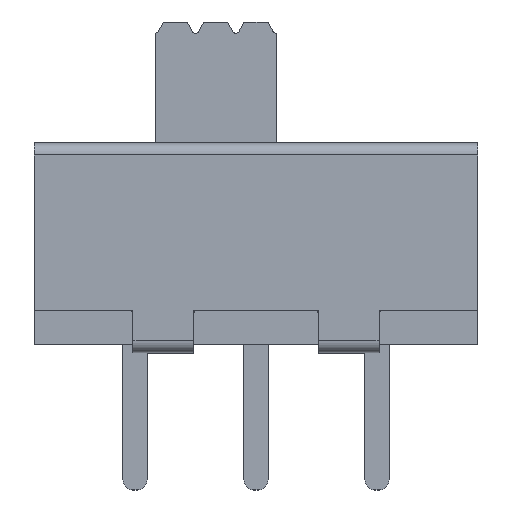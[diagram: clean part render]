
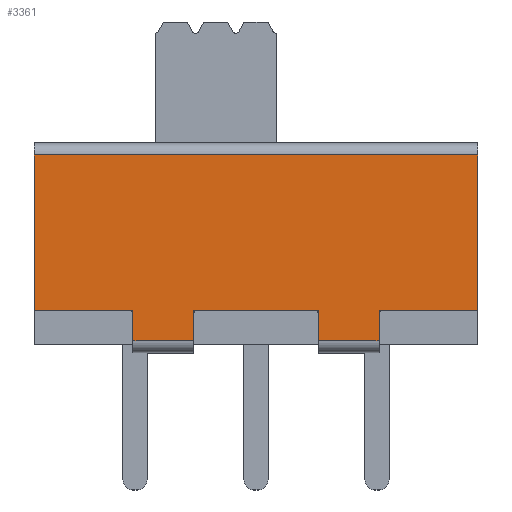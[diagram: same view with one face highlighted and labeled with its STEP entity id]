
A CAD part, top view. The second image highlights one B-rep face of the part: STEP entity #3361.
In plain terms, the highlighted face is planar.
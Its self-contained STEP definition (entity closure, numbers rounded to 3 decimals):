
#25 = EDGE_CURVE ( 'NONE', #2019, #2277, #9887, .T. ) ;
#57 = CARTESIAN_POINT ( 'NONE',  ( 3., -0.3, 5.5 ) ) ;
#109 = CARTESIAN_POINT ( 'NONE',  ( 3., -4.15, 5.5 ) ) ;
#246 = VERTEX_POINT ( 'NONE', #4742 ) ;
#461 = DIRECTION ( 'NONE',  ( 0., -1., 0. ) ) ;
#718 = CARTESIAN_POINT ( 'NONE',  ( 3., -4.15, 3.05 ) ) ;
#754 = ORIENTED_EDGE ( 'NONE', *, *, #4175, .F. ) ;
#883 = CARTESIAN_POINT ( 'NONE',  ( 3., -0.3, -5.5 ) ) ;
#945 = CARTESIAN_POINT ( 'NONE',  ( 3., -4.9, -1.55 ) ) ;
#1086 = CARTESIAN_POINT ( 'NONE',  ( 3., -0.3, -5.5 ) ) ;
#1125 = EDGE_CURVE ( 'NONE', #2747, #246, #6796, .T. ) ;
#1183 = LINE ( 'NONE', #8556, #3056 ) ;
#1291 = EDGE_CURVE ( 'NONE', #4489, #8886, #5454, .T. ) ;
#1355 = VECTOR ( 'NONE', #4764, 1000. ) ;
#1616 = CARTESIAN_POINT ( 'NONE',  ( 3., -4.9, 5.5 ) ) ;
#1731 = CARTESIAN_POINT ( 'NONE',  ( 3., -4.15, -5.5 ) ) ;
#1844 = LINE ( 'NONE', #3883, #9922 ) ;
#1964 = DIRECTION ( 'NONE',  ( 0., -1., 0. ) ) ;
#2019 = VERTEX_POINT ( 'NONE', #4141 ) ;
#2233 = EDGE_CURVE ( 'NONE', #8650, #6800, #3089, .T. ) ;
#2277 = VERTEX_POINT ( 'NONE', #109 ) ;
#2558 = AXIS2_PLACEMENT_3D ( 'NONE', #6204, #3862, #3831 ) ;
#2694 = DIRECTION ( 'NONE',  ( 0., -1., 0. ) ) ;
#2727 = CARTESIAN_POINT ( 'NONE',  ( 3., -0.3, 1.55 ) ) ;
#2747 = VERTEX_POINT ( 'NONE', #4161 ) ;
#2960 = ORIENTED_EDGE ( 'NONE', *, *, #4492, .T. ) ;
#3012 = VECTOR ( 'NONE', #4864, 1000. ) ;
#3031 = VECTOR ( 'NONE', #5241, 1000. ) ;
#3056 = VECTOR ( 'NONE', #7810, 1000. ) ;
#3089 = LINE ( 'NONE', #1731, #7120 ) ;
#3100 = EDGE_CURVE ( 'NONE', #2019, #8302, #1183, .T. ) ;
#3157 = LINE ( 'NONE', #10055, #7417 ) ;
#3195 = VERTEX_POINT ( 'NONE', #718 ) ;
#3361 = ADVANCED_FACE ( 'NONE', ( #9064 ), #4482, .F. ) ;
#3492 = ORIENTED_EDGE ( 'NONE', *, *, #1291, .F. ) ;
#3506 = VECTOR ( 'NONE', #2694, 1000. ) ;
#3565 = ORIENTED_EDGE ( 'NONE', *, *, #8810, .F. ) ;
#3588 = EDGE_CURVE ( 'NONE', #2747, #6150, #3812, .T. ) ;
#3703 = VECTOR ( 'NONE', #461, 1000. ) ;
#3812 = LINE ( 'NONE', #8338, #7997 ) ;
#3831 = DIRECTION ( 'NONE',  ( 0., 0., 1. ) ) ;
#3862 = DIRECTION ( 'NONE',  ( -1., 0., 0. ) ) ;
#3883 = CARTESIAN_POINT ( 'NONE',  ( 3., -0.3, 3.05 ) ) ;
#4055 = EDGE_CURVE ( 'NONE', #2277, #3195, #7266, .T. ) ;
#4102 = DIRECTION ( 'NONE',  ( 0., 0., -1. ) ) ;
#4141 = CARTESIAN_POINT ( 'NONE',  ( 3., -0.3, 5.5 ) ) ;
#4161 = CARTESIAN_POINT ( 'NONE',  ( 3., -4.15, 1.55 ) ) ;
#4175 = EDGE_CURVE ( 'NONE', #8302, #6800, #9841, .T. ) ;
#4482 = PLANE ( 'NONE',  #2558 ) ;
#4489 = VERTEX_POINT ( 'NONE', #5645 ) ;
#4492 = EDGE_CURVE ( 'NONE', #6150, #8886, #5213, .T. ) ;
#4676 = CARTESIAN_POINT ( 'NONE',  ( 3., -4.15, -1.55 ) ) ;
#4742 = CARTESIAN_POINT ( 'NONE',  ( 3., -4.9, 1.55 ) ) ;
#4751 = ORIENTED_EDGE ( 'NONE', *, *, #4055, .T. ) ;
#4764 = DIRECTION ( 'NONE',  ( 0., 0., 1. ) ) ;
#4864 = DIRECTION ( 'NONE',  ( 0., -1., 0. ) ) ;
#4937 = CARTESIAN_POINT ( 'NONE',  ( 3., -5.2, -1.55 ) ) ;
#5130 = ORIENTED_EDGE ( 'NONE', *, *, #2233, .T. ) ;
#5200 = CARTESIAN_POINT ( 'NONE',  ( 3., -4.9, 3.05 ) ) ;
#5213 = LINE ( 'NONE', #4937, #3012 ) ;
#5237 = CARTESIAN_POINT ( 'NONE',  ( 3., -4.9, 5.5 ) ) ;
#5241 = DIRECTION ( 'NONE',  ( 0., 0., -1. ) ) ;
#5268 = CARTESIAN_POINT ( 'NONE',  ( 3., -4.15, 3.05 ) ) ;
#5402 = ORIENTED_EDGE ( 'NONE', *, *, #9215, .F. ) ;
#5454 = LINE ( 'NONE', #5237, #1355 ) ;
#5531 = DIRECTION ( 'NONE',  ( 0., 1., 0. ) ) ;
#5578 = VECTOR ( 'NONE', #1964, 1000. ) ;
#5645 = CARTESIAN_POINT ( 'NONE',  ( 3., -4.9, -3.05 ) ) ;
#6065 = DIRECTION ( 'NONE',  ( 0., 0., 1. ) ) ;
#6150 = VERTEX_POINT ( 'NONE', #4676 ) ;
#6204 = CARTESIAN_POINT ( 'NONE',  ( 3., -0.3, 5.5 ) ) ;
#6544 = EDGE_CURVE ( 'NONE', #4489, #8650, #3157, .T. ) ;
#6561 = CARTESIAN_POINT ( 'NONE',  ( 3., -4.15, -5.5 ) ) ;
#6728 = ORIENTED_EDGE ( 'NONE', *, *, #25, .T. ) ;
#6740 = EDGE_LOOP ( 'NONE', ( #3565, #9000, #8045, #2960, #3492, #8279, #5130, #754, #9340, #6728, #4751, #5402 ) ) ;
#6796 = LINE ( 'NONE', #2727, #3506 ) ;
#6800 = VERTEX_POINT ( 'NONE', #6561 ) ;
#7105 = DIRECTION ( 'NONE',  ( 0., 1., 0. ) ) ;
#7120 = VECTOR ( 'NONE', #4102, 1000. ) ;
#7266 = LINE ( 'NONE', #5268, #3031 ) ;
#7417 = VECTOR ( 'NONE', #5531, 1000. ) ;
#7810 = DIRECTION ( 'NONE',  ( 0., 0., -1. ) ) ;
#7827 = VECTOR ( 'NONE', #6065, 1000. ) ;
#7997 = VECTOR ( 'NONE', #8310, 1000. ) ;
#8045 = ORIENTED_EDGE ( 'NONE', *, *, #3588, .T. ) ;
#8279 = ORIENTED_EDGE ( 'NONE', *, *, #6544, .T. ) ;
#8302 = VERTEX_POINT ( 'NONE', #883 ) ;
#8310 = DIRECTION ( 'NONE',  ( 0., 0., -1. ) ) ;
#8338 = CARTESIAN_POINT ( 'NONE',  ( 3., -4.15, -1.55 ) ) ;
#8556 = CARTESIAN_POINT ( 'NONE',  ( 3., -0.3, 5.5 ) ) ;
#8650 = VERTEX_POINT ( 'NONE', #9294 ) ;
#8810 = EDGE_CURVE ( 'NONE', #246, #9540, #9810, .T. ) ;
#8886 = VERTEX_POINT ( 'NONE', #945 ) ;
#9000 = ORIENTED_EDGE ( 'NONE', *, *, #1125, .F. ) ;
#9064 = FACE_OUTER_BOUND ( 'NONE', #6740, .T. ) ;
#9215 = EDGE_CURVE ( 'NONE', #9540, #3195, #1844, .T. ) ;
#9294 = CARTESIAN_POINT ( 'NONE',  ( 3., -4.15, -3.05 ) ) ;
#9340 = ORIENTED_EDGE ( 'NONE', *, *, #3100, .F. ) ;
#9540 = VERTEX_POINT ( 'NONE', #5200 ) ;
#9810 = LINE ( 'NONE', #1616, #7827 ) ;
#9841 = LINE ( 'NONE', #1086, #5578 ) ;
#9887 = LINE ( 'NONE', #57, #3703 ) ;
#9922 = VECTOR ( 'NONE', #7105, 1000. ) ;
#10055 = CARTESIAN_POINT ( 'NONE',  ( 3., -5.2, -3.05 ) ) ;
